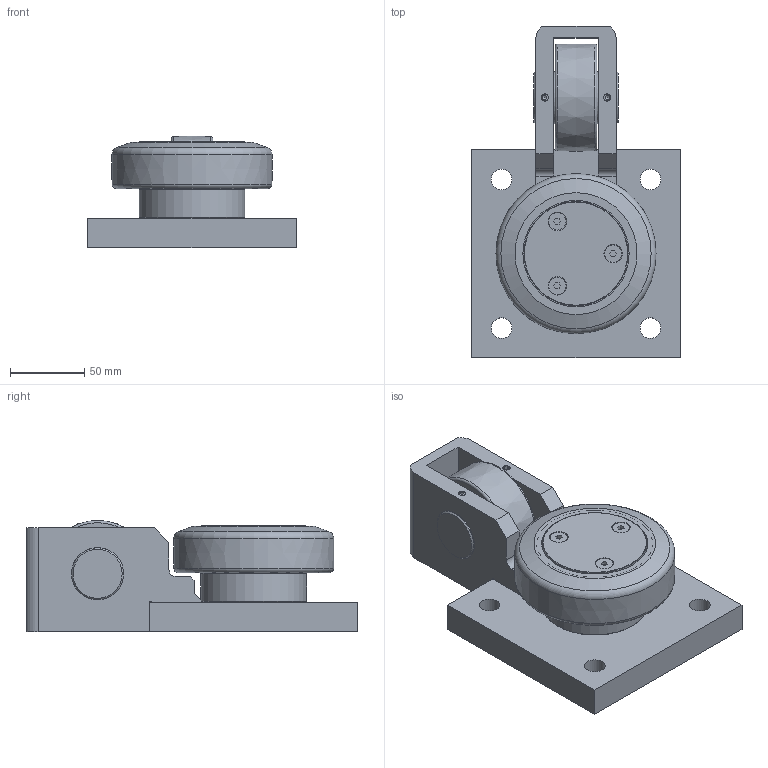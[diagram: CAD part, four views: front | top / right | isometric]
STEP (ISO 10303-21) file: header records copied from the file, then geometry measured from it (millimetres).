
FILE_DESCRIPTION(/* description */ ('-'),/* implementation_level */ '2;1');
FILE_NAME(/* name */ 'ALFATEC_STR110-6200.stp',/* time_stamp */ '2021-01-28T07:20:19+01:00',/* author */ ('kstaebler'),/* organization */ (''),/* preprocessor_version */ 'ST-DEVELOPER v18.1',/* originating_system */ 'Autodesk Inventor 2020',/* authorisation */ '');
FILE_SCHEMA (('AUTOMOTIVE_DESIGN { 1 0 10303 214 3 1 1 }'));
Length unit declared in the file: millimetre
Products named in the file (1): STR 110.6200_Kontur
Bounding box: 140 x 223 x 75 mm (x, y, z)
Volume: 972013 mm3; surface area: 151720.1 mm2
Topology: 3 solids, 3 shells, 158 faces, 448 edges, 313 vertices
Faces by surface type: plane 82, cylinder 43, cone 22, torus 9, bspline 2
Full cylindrical faces by diameter (mm): 3 x2, 4.5 x1, 4.917 x5, 11.7 x3, 12.4 x3, 13.835 x4, 35 x4, 35.1 x2, 63 x1, 69.3 x1, 70 x1, 70.5 x1, 71 x1, 71.5 x1, 75 x1, 77 x1, 78 x1, 79 x2, 83.3 x1
Entity records: 5863 total; most frequent: CARTESIAN_POINT 1327, DIRECTION 918, ORIENTED_EDGE 890, EDGE_CURVE 445, AXIS2_PLACEMENT_3D 348, VERTEX_POINT 313, LINE 222, VECTOR 222
